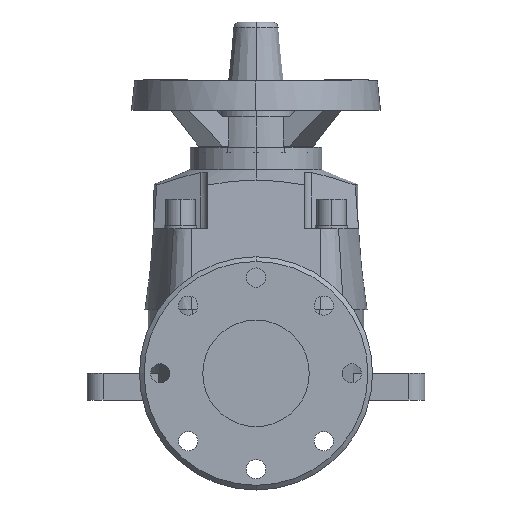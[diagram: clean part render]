
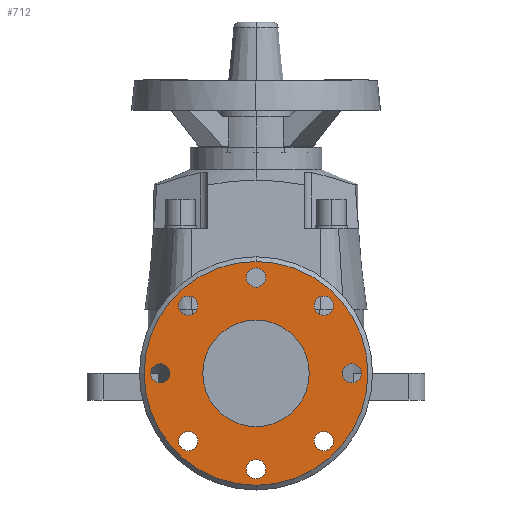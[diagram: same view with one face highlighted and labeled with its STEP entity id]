
A CAD part, left-side view. The second image highlights one B-rep face of the part: STEP entity #712.
In plain terms, the highlighted planar face has unit normal (-1, 0, 0).
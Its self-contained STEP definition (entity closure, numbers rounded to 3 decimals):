
#712=ADVANCED_FACE('',(#1575,#1576,#1577,#1578,#1579,#1580,#1581,#1582,#1583,#1584),#1585,.T.);
#1575=FACE_BOUND('',#2627,.T.);
#1576=FACE_BOUND('',#2628,.T.);
#1577=FACE_BOUND('',#2629,.T.);
#1578=FACE_BOUND('',#2630,.T.);
#1579=FACE_BOUND('',#2631,.T.);
#1580=FACE_BOUND('',#2632,.T.);
#1581=FACE_BOUND('',#2633,.T.);
#1582=FACE_BOUND('',#2634,.T.);
#1583=FACE_BOUND('',#2635,.T.);
#1584=FACE_OUTER_BOUND('',#2636,.T.);
#1585=PLANE('',#2637);
#2627=EDGE_LOOP('',(#4796,#4797));
#2628=EDGE_LOOP('',(#4798,#4799));
#2629=EDGE_LOOP('',(#4800,#4801));
#2630=EDGE_LOOP('',(#4802,#4803));
#2631=EDGE_LOOP('',(#4804,#4805));
#2632=EDGE_LOOP('',(#4806,#4807));
#2633=EDGE_LOOP('',(#4808,#4809));
#2634=EDGE_LOOP('',(#4810,#4811));
#2635=EDGE_LOOP('',(#4812,#4813));
#2636=EDGE_LOOP('',(#4814,#4815));
#2637=AXIS2_PLACEMENT_3D('',#4816,#4817,#4818);
#4796=ORIENTED_EDGE('',*,*,#6511,.T.);
#4797=ORIENTED_EDGE('',*,*,#6975,.T.);
#4798=ORIENTED_EDGE('',*,*,#6994,.T.);
#4799=ORIENTED_EDGE('',*,*,#6484,.T.);
#4800=ORIENTED_EDGE('',*,*,#6997,.T.);
#4801=ORIENTED_EDGE('',*,*,#6479,.T.);
#4802=ORIENTED_EDGE('',*,*,#7000,.T.);
#4803=ORIENTED_EDGE('',*,*,#6474,.T.);
#4804=ORIENTED_EDGE('',*,*,#7003,.T.);
#4805=ORIENTED_EDGE('',*,*,#6469,.T.);
#4806=ORIENTED_EDGE('',*,*,#7006,.T.);
#4807=ORIENTED_EDGE('',*,*,#6464,.T.);
#4808=ORIENTED_EDGE('',*,*,#7009,.T.);
#4809=ORIENTED_EDGE('',*,*,#6459,.T.);
#4810=ORIENTED_EDGE('',*,*,#7012,.T.);
#4811=ORIENTED_EDGE('',*,*,#6454,.T.);
#4812=ORIENTED_EDGE('',*,*,#7015,.T.);
#4813=ORIENTED_EDGE('',*,*,#6449,.T.);
#4814=ORIENTED_EDGE('',*,*,#6442,.T.);
#4815=ORIENTED_EDGE('',*,*,#7020,.T.);
#4816=CARTESIAN_POINT('',(-175.0,0.0,-52.55));
#4817=DIRECTION('',(-1.0,0.0,0.0));
#4818=DIRECTION('',(0.0,0.0,-1.0));
#6442=EDGE_CURVE('',#7831,#7835,#7837,.T.);
#6449=EDGE_CURVE('',#7848,#7845,#7849,.T.);
#6454=EDGE_CURVE('',#7857,#7854,#7858,.T.);
#6459=EDGE_CURVE('',#7866,#7863,#7867,.T.);
#6464=EDGE_CURVE('',#7875,#7872,#7876,.T.);
#6469=EDGE_CURVE('',#7884,#7881,#7885,.T.);
#6474=EDGE_CURVE('',#7893,#7890,#7894,.T.);
#6479=EDGE_CURVE('',#7902,#7899,#7903,.T.);
#6484=EDGE_CURVE('',#7911,#7908,#7912,.T.);
#6511=EDGE_CURVE('',#7954,#7958,#7960,.T.);
#6975=EDGE_CURVE('',#7958,#7954,#8640,.T.);
#6994=EDGE_CURVE('',#7908,#7911,#8664,.T.);
#6997=EDGE_CURVE('',#7899,#7902,#8667,.T.);
#7000=EDGE_CURVE('',#7890,#7893,#8670,.T.);
#7003=EDGE_CURVE('',#7881,#7884,#8673,.T.);
#7006=EDGE_CURVE('',#7872,#7875,#8676,.T.);
#7009=EDGE_CURVE('',#7863,#7866,#8679,.T.);
#7012=EDGE_CURVE('',#7854,#7857,#8682,.T.);
#7015=EDGE_CURVE('',#7845,#7848,#8685,.T.);
#7020=EDGE_CURVE('',#7835,#7831,#8690,.T.);
#7831=VERTEX_POINT('',#9977);
#7835=VERTEX_POINT('',#9982);
#7837=CIRCLE('',#9985,105.1);
#7845=VERTEX_POINT('',#9995);
#7848=VERTEX_POINT('',#9999);
#7849=CIRCLE('',#10000,9.0);
#7854=VERTEX_POINT('',#10006);
#7857=VERTEX_POINT('',#10010);
#7858=CIRCLE('',#10011,9.0);
#7863=VERTEX_POINT('',#10017);
#7866=VERTEX_POINT('',#10021);
#7867=CIRCLE('',#10022,9.0);
#7872=VERTEX_POINT('',#10028);
#7875=VERTEX_POINT('',#10032);
#7876=CIRCLE('',#10033,9.0);
#7881=VERTEX_POINT('',#10039);
#7884=VERTEX_POINT('',#10043);
#7885=CIRCLE('',#10044,9.0);
#7890=VERTEX_POINT('',#10050);
#7893=VERTEX_POINT('',#10054);
#7894=CIRCLE('',#10055,9.0);
#7899=VERTEX_POINT('',#10061);
#7902=VERTEX_POINT('',#10065);
#7903=CIRCLE('',#10066,9.0);
#7908=VERTEX_POINT('',#10072);
#7911=VERTEX_POINT('',#10076);
#7912=CIRCLE('',#10077,9.0);
#7954=VERTEX_POINT('',#10165);
#7958=VERTEX_POINT('',#10170);
#7960=CIRCLE('',#10173,50.0);
#8640=CIRCLE('',#11464,50.0);
#8664=CIRCLE('',#11527,9.0);
#8667=CIRCLE('',#11530,9.0);
#8670=CIRCLE('',#11533,9.0);
#8673=CIRCLE('',#11536,9.0);
#8676=CIRCLE('',#11539,9.0);
#8679=CIRCLE('',#11542,9.0);
#8682=CIRCLE('',#11545,9.0);
#8685=CIRCLE('',#11548,9.0);
#8690=CIRCLE('',#11553,105.1);
#9977=CARTESIAN_POINT('',(-175.0,0.0,-105.1));
#9982=CARTESIAN_POINT('',(-175.0,0.,105.1));
#9985=AXIS2_PLACEMENT_3D('',#12882,#12883,#12884);
#9995=CARTESIAN_POINT('',(-175.0,-70.004,-70.004));
#9999=CARTESIAN_POINT('',(-175.0,-57.276,-57.276));
#10000=AXIS2_PLACEMENT_3D('',#12891,#12892,#12893);
#10006=CARTESIAN_POINT('',(-175.0,-99.0,0.0));
#10010=CARTESIAN_POINT('',(-175.0,-81.0,0.));
#10011=AXIS2_PLACEMENT_3D('',#12899,#12900,#12901);
#10017=CARTESIAN_POINT('',(-175.0,-70.004,70.004));
#10021=CARTESIAN_POINT('',(-175.0,-57.276,57.276));
#10022=AXIS2_PLACEMENT_3D('',#12907,#12908,#12909);
#10028=CARTESIAN_POINT('',(-175.0,0.0,99.0));
#10032=CARTESIAN_POINT('',(-175.0,0.,81.0));
#10033=AXIS2_PLACEMENT_3D('',#12915,#12916,#12917);
#10039=CARTESIAN_POINT('',(-175.0,70.004,70.004));
#10043=CARTESIAN_POINT('',(-175.0,57.276,57.276));
#10044=AXIS2_PLACEMENT_3D('',#12923,#12924,#12925);
#10050=CARTESIAN_POINT('',(-175.0,99.0,0.0));
#10054=CARTESIAN_POINT('',(-175.0,81.0,0.));
#10055=AXIS2_PLACEMENT_3D('',#12931,#12932,#12933);
#10061=CARTESIAN_POINT('',(-175.0,70.004,-70.004));
#10065=CARTESIAN_POINT('',(-175.0,57.276,-57.276));
#10066=AXIS2_PLACEMENT_3D('',#12939,#12940,#12941);
#10072=CARTESIAN_POINT('',(-175.0,0.0,-99.0));
#10076=CARTESIAN_POINT('',(-175.0,0.,-81.0));
#10077=AXIS2_PLACEMENT_3D('',#12947,#12948,#12949);
#10165=CARTESIAN_POINT('',(-175.0,0.0,50.0));
#10170=CARTESIAN_POINT('',(-175.0,0.,-50.0));
#10173=AXIS2_PLACEMENT_3D('',#12989,#12990,#12991);
#11464=AXIS2_PLACEMENT_3D('',#13640,#13641,#13642);
#11527=AXIS2_PLACEMENT_3D('',#13670,#13671,#13672);
#11530=AXIS2_PLACEMENT_3D('',#13676,#13677,#13678);
#11533=AXIS2_PLACEMENT_3D('',#13682,#13683,#13684);
#11536=AXIS2_PLACEMENT_3D('',#13688,#13689,#13690);
#11539=AXIS2_PLACEMENT_3D('',#13694,#13695,#13696);
#11542=AXIS2_PLACEMENT_3D('',#13700,#13701,#13702);
#11545=AXIS2_PLACEMENT_3D('',#13706,#13707,#13708);
#11548=AXIS2_PLACEMENT_3D('',#13712,#13713,#13714);
#11553=AXIS2_PLACEMENT_3D('',#13721,#13722,#13723);
#12882=CARTESIAN_POINT('',(-175.0,0.0,0.0));
#12883=DIRECTION('',(-1.0,0.0,0.0));
#12884=DIRECTION('',(0.0,0.0,-1.0));
#12891=CARTESIAN_POINT('',(-175.0,-63.64,-63.64));
#12892=DIRECTION('',(1.0,0.0,0.0));
#12893=DIRECTION('',(0.0,-0.707,-0.707));
#12899=CARTESIAN_POINT('',(-175.0,-90.0,0.0));
#12900=DIRECTION('',(1.0,0.0,-0.0));
#12901=DIRECTION('',(0.0,-1.0,0.0));
#12907=CARTESIAN_POINT('',(-175.0,-63.64,63.64));
#12908=DIRECTION('',(1.0,0.0,-0.0));
#12909=DIRECTION('',(0.0,-0.707,0.707));
#12915=CARTESIAN_POINT('',(-175.0,0.0,90.0));
#12916=DIRECTION('',(1.0,0.0,-0.0));
#12917=DIRECTION('',(0.0,0.0,1.0));
#12923=CARTESIAN_POINT('',(-175.0,63.64,63.64));
#12924=DIRECTION('',(1.0,0.0,-0.0));
#12925=DIRECTION('',(0.0,0.707,0.707));
#12931=CARTESIAN_POINT('',(-175.0,90.0,0.0));
#12932=DIRECTION('',(1.0,0.0,-0.0));
#12933=DIRECTION('',(0.0,1.0,0.0));
#12939=CARTESIAN_POINT('',(-175.0,63.64,-63.64));
#12940=DIRECTION('',(1.0,-0.0,0.0));
#12941=DIRECTION('',(0.0,0.707,-0.707));
#12947=CARTESIAN_POINT('',(-175.0,0.0,-90.0));
#12948=DIRECTION('',(1.0,-0.0,0.0));
#12949=DIRECTION('',(0.0,0.0,-1.0));
#12989=CARTESIAN_POINT('',(-175.0,0.0,0.0));
#12990=DIRECTION('',(1.0,0.0,-0.0));
#12991=DIRECTION('',(0.0,0.0,1.0));
#13640=CARTESIAN_POINT('',(-175.0,0.0,0.0));
#13641=DIRECTION('',(1.0,0.0,-0.0));
#13642=DIRECTION('',(0.0,0.0,1.0));
#13670=CARTESIAN_POINT('',(-175.0,0.0,-90.0));
#13671=DIRECTION('',(1.0,-0.0,0.0));
#13672=DIRECTION('',(0.0,0.0,-1.0));
#13676=CARTESIAN_POINT('',(-175.0,63.64,-63.64));
#13677=DIRECTION('',(1.0,-0.0,0.0));
#13678=DIRECTION('',(0.0,0.707,-0.707));
#13682=CARTESIAN_POINT('',(-175.0,90.0,0.0));
#13683=DIRECTION('',(1.0,0.0,-0.0));
#13684=DIRECTION('',(0.0,1.0,0.0));
#13688=CARTESIAN_POINT('',(-175.0,63.64,63.64));
#13689=DIRECTION('',(1.0,0.0,-0.0));
#13690=DIRECTION('',(0.0,0.707,0.707));
#13694=CARTESIAN_POINT('',(-175.0,0.0,90.0));
#13695=DIRECTION('',(1.0,0.0,-0.0));
#13696=DIRECTION('',(0.0,0.0,1.0));
#13700=CARTESIAN_POINT('',(-175.0,-63.64,63.64));
#13701=DIRECTION('',(1.0,0.0,-0.0));
#13702=DIRECTION('',(0.0,-0.707,0.707));
#13706=CARTESIAN_POINT('',(-175.0,-90.0,0.0));
#13707=DIRECTION('',(1.0,0.0,-0.0));
#13708=DIRECTION('',(0.0,-1.0,0.0));
#13712=CARTESIAN_POINT('',(-175.0,-63.64,-63.64));
#13713=DIRECTION('',(1.0,0.0,0.0));
#13714=DIRECTION('',(0.0,-0.707,-0.707));
#13721=CARTESIAN_POINT('',(-175.0,0.0,0.0));
#13722=DIRECTION('',(-1.0,0.0,0.0));
#13723=DIRECTION('',(0.0,0.0,-1.0));
